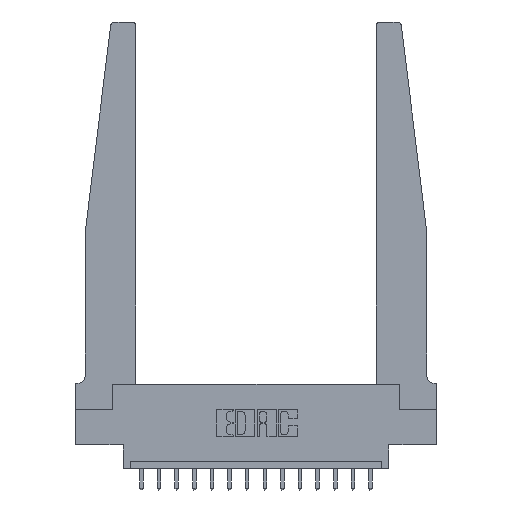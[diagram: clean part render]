
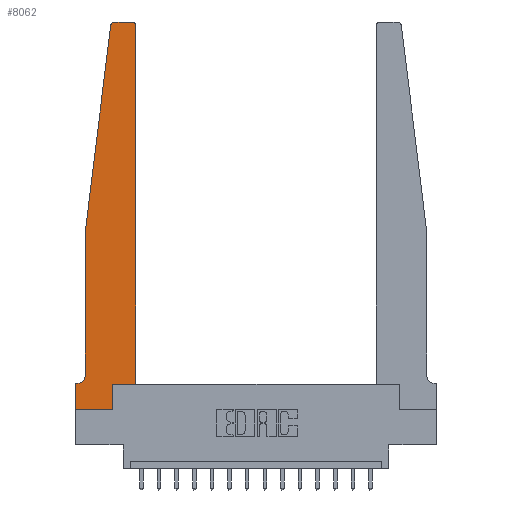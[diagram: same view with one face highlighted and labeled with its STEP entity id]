
A CAD part, top view. The second image highlights one B-rep face of the part: STEP entity #8062.
In plain terms, the highlighted planar face has unit normal (0, 0, 1).
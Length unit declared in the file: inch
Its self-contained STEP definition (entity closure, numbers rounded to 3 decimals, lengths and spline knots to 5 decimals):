
#43 = CARTESIAN_POINT ( 'NONE',  ( 0.2605, 0.18, 0.37 ) ) ;
#230 = LINE ( 'NONE', #9834, #11001 ) ;
#243 = VERTEX_POINT ( 'NONE', #7464 ) ;
#362 = DIRECTION ( 'NONE',  ( 0., -1., 0. ) ) ;
#364 = CARTESIAN_POINT ( 'NONE',  ( 0.2605, 0.18, 0.37 ) ) ;
#380 = VECTOR ( 'NONE', #4688, 39.37008 ) ;
#546 = ORIENTED_EDGE ( 'NONE', *, *, #13610, .T. ) ;
#619 = EDGE_CURVE ( 'NONE', #8271, #10181, #641, .T. ) ;
#641 = LINE ( 'NONE', #7536, #380 ) ;
#691 = DIRECTION ( 'NONE',  ( 1., 0., 0. ) ) ;
#857 = ORIENTED_EDGE ( 'NONE', *, *, #7717, .T. ) ;
#967 = VECTOR ( 'NONE', #9368, 39.37008 ) ;
#1062 = ORIENTED_EDGE ( 'NONE', *, *, #8373, .T. ) ;
#1144 = DIRECTION ( 'NONE',  ( 1., 0., 0. ) ) ;
#1235 = DIRECTION ( 'NONE',  ( 0., 0., 1. ) ) ;
#1515 = LINE ( 'NONE', #3136, #12458 ) ;
#1923 = EDGE_CURVE ( 'NONE', #17005, #8271, #2525, .T. ) ;
#2058 = DIRECTION ( 'NONE',  ( 0., 1., 0. ) ) ;
#2146 = AXIS2_PLACEMENT_3D ( 'NONE', #8218, #2748, #9392 ) ;
#2176 = DIRECTION ( 'NONE',  ( 1., 0., 0. ) ) ;
#2522 = CARTESIAN_POINT ( 'NONE',  ( 0.27653, 2.75, 0.37 ) ) ;
#2525 = CIRCLE ( 'NONE', #13668, 0.03 ) ;
#2748 = DIRECTION ( 'NONE',  ( 0., 0., -1. ) ) ;
#3108 = VERTEX_POINT ( 'NONE', #6895 ) ;
#3136 = CARTESIAN_POINT ( 'NONE',  ( 0.065, 1.25, 0.37 ) ) ;
#3193 = ORIENTED_EDGE ( 'NONE', *, *, #1923, .T. ) ;
#3795 = ORIENTED_EDGE ( 'NONE', *, *, #6480, .T. ) ;
#3875 = CARTESIAN_POINT ( 'NONE',  ( 0.24675, 2.72367, 0.37 ) ) ;
#3898 = CARTESIAN_POINT ( 'NONE',  ( 0.395, 2.75, 0.37 ) ) ;
#4350 = DIRECTION ( 'NONE',  ( 0., 1., 0. ) ) ;
#4536 = ORIENTED_EDGE ( 'NONE', *, *, #5562, .T. ) ;
#4688 = DIRECTION ( 'NONE',  ( -1., 0., 0. ) ) ;
#4709 = CARTESIAN_POINT ( 'NONE',  ( 0., 0.1875, 0.37 ) ) ;
#5077 = DIRECTION ( 'NONE',  ( 0., 0., 1. ) ) ;
#5185 = ORIENTED_EDGE ( 'NONE', *, *, #16191, .T. ) ;
#5207 = VERTEX_POINT ( 'NONE', #6357 ) ;
#5562 = EDGE_CURVE ( 'NONE', #7772, #17005, #14447, .T. ) ;
#5701 = VERTEX_POINT ( 'NONE', #3875 ) ;
#6223 = VERTEX_POINT ( 'NONE', #7052 ) ;
#6357 = CARTESIAN_POINT ( 'NONE',  ( 0., 0.1875, 0.37 ) ) ;
#6480 = EDGE_CURVE ( 'NONE', #5701, #3108, #16213, .T. ) ;
#6722 = VERTEX_POINT ( 'NONE', #16847 ) ;
#6895 = CARTESIAN_POINT ( 'NONE',  ( 0.065, 1.25, 0.37 ) ) ;
#6941 = ORIENTED_EDGE ( 'NONE', *, *, #17731, .T. ) ;
#7052 = CARTESIAN_POINT ( 'NONE',  ( 0.015, 0.1875, 0.37 ) ) ;
#7303 = CARTESIAN_POINT ( 'NONE',  ( 0.065, 0.1875, 0.37 ) ) ;
#7457 = VERTEX_POINT ( 'NONE', #43 ) ;
#7464 = CARTESIAN_POINT ( 'NONE',  ( 0., 0., 0.37 ) ) ;
#7469 = DIRECTION ( 'NONE',  ( 1., 0., 0. ) ) ;
#7485 = LINE ( 'NONE', #7303, #14238 ) ;
#7536 = CARTESIAN_POINT ( 'NONE',  ( 0.25, 2.75, 0.37 ) ) ;
#7717 = EDGE_CURVE ( 'NONE', #10181, #5701, #10790, .T. ) ;
#7742 = FACE_OUTER_BOUND ( 'NONE', #15274, .T. ) ;
#7772 = VERTEX_POINT ( 'NONE', #8202 ) ;
#7846 = CARTESIAN_POINT ( 'NONE',  ( 0.065, 1.25, 0.37 ) ) ;
#7995 = AXIS2_PLACEMENT_3D ( 'NONE', #4709, #5077, #7469 ) ;
#8062 = ADVANCED_FACE ( 'NONE', ( #7742 ), #10170, .T. ) ;
#8087 = VECTOR ( 'NONE', #4350, 39.37008 ) ;
#8146 = ORIENTED_EDGE ( 'NONE', *, *, #12948, .T. ) ;
#8202 = CARTESIAN_POINT ( 'NONE',  ( 0.425, 0.18, 0.37 ) ) ;
#8218 = CARTESIAN_POINT ( 'NONE',  ( 0.015, 0.2375, 0.37 ) ) ;
#8271 = VERTEX_POINT ( 'NONE', #3898 ) ;
#8317 = CARTESIAN_POINT ( 'NONE',  ( 0.395, 2.72, 0.37 ) ) ;
#8373 = EDGE_CURVE ( 'NONE', #6722, #7457, #16649, .T. ) ;
#8477 = AXIS2_PLACEMENT_3D ( 'NONE', #13328, #12963, #691 ) ;
#9252 = LINE ( 'NONE', #17385, #10257 ) ;
#9368 = DIRECTION ( 'NONE',  ( -0.122, -0.992, 0. ) ) ;
#9392 = DIRECTION ( 'NONE',  ( -1., 0., 0. ) ) ;
#9834 = CARTESIAN_POINT ( 'NONE',  ( 0.425, 0.18, 0.37 ) ) ;
#10170 = PLANE ( 'NONE',  #7995 ) ;
#10181 = VERTEX_POINT ( 'NONE', #2522 ) ;
#10257 = VECTOR ( 'NONE', #2176, 39.37008 ) ;
#10790 = CIRCLE ( 'NONE', #8477, 0.03 ) ;
#10976 = VECTOR ( 'NONE', #362, 39.37008 ) ;
#11001 = VECTOR ( 'NONE', #13697, 39.37008 ) ;
#11101 = EDGE_CURVE ( 'NONE', #5207, #243, #15268, .T. ) ;
#12061 = EDGE_CURVE ( 'NONE', #7457, #7772, #230, .T. ) ;
#12458 = VECTOR ( 'NONE', #15070, 39.37008 ) ;
#12733 = CIRCLE ( 'NONE', #2146, 0.05 ) ;
#12866 = DIRECTION ( 'NONE',  ( -1., 0., 0. ) ) ;
#12948 = EDGE_CURVE ( 'NONE', #17568, #6223, #12733, .T. ) ;
#12963 = DIRECTION ( 'NONE',  ( 0., 0., 1. ) ) ;
#13328 = CARTESIAN_POINT ( 'NONE',  ( 0.27653, 2.72, 0.37 ) ) ;
#13610 = EDGE_CURVE ( 'NONE', #3108, #17568, #1515, .T. ) ;
#13614 = CARTESIAN_POINT ( 'NONE',  ( 0.425, 2.72, 0.37 ) ) ;
#13668 = AXIS2_PLACEMENT_3D ( 'NONE', #8317, #1235, #1144 ) ;
#13697 = DIRECTION ( 'NONE',  ( 1., 0., 0. ) ) ;
#13861 = CARTESIAN_POINT ( 'NONE',  ( 0.065, 0.2375, 0.37 ) ) ;
#14238 = VECTOR ( 'NONE', #12866, 39.37008 ) ;
#14358 = CARTESIAN_POINT ( 'NONE',  ( 0.425, 0.18, 0.37 ) ) ;
#14447 = LINE ( 'NONE', #14358, #16945 ) ;
#14568 = ORIENTED_EDGE ( 'NONE', *, *, #12061, .T. ) ;
#15070 = DIRECTION ( 'NONE',  ( 0., -1., 0. ) ) ;
#15087 = CARTESIAN_POINT ( 'NONE',  ( 0., 0., 0.37 ) ) ;
#15268 = LINE ( 'NONE', #15087, #10976 ) ;
#15274 = EDGE_LOOP ( 'NONE', ( #15363, #857, #3795, #546, #8146, #6941, #17273, #5185, #1062, #14568, #4536, #3193 ) ) ;
#15363 = ORIENTED_EDGE ( 'NONE', *, *, #619, .T. ) ;
#16191 = EDGE_CURVE ( 'NONE', #243, #6722, #9252, .T. ) ;
#16213 = LINE ( 'NONE', #7846, #967 ) ;
#16649 = LINE ( 'NONE', #364, #8087 ) ;
#16847 = CARTESIAN_POINT ( 'NONE',  ( 0.2605, 0., 0.37 ) ) ;
#16945 = VECTOR ( 'NONE', #2058, 39.37008 ) ;
#17005 = VERTEX_POINT ( 'NONE', #13614 ) ;
#17273 = ORIENTED_EDGE ( 'NONE', *, *, #11101, .T. ) ;
#17385 = CARTESIAN_POINT ( 'NONE',  ( 0., 0., 0.37 ) ) ;
#17568 = VERTEX_POINT ( 'NONE', #13861 ) ;
#17731 = EDGE_CURVE ( 'NONE', #6223, #5207, #7485, .T. ) ;
